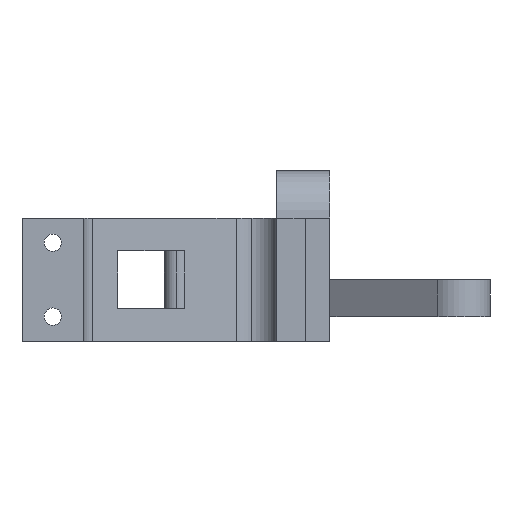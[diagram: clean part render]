
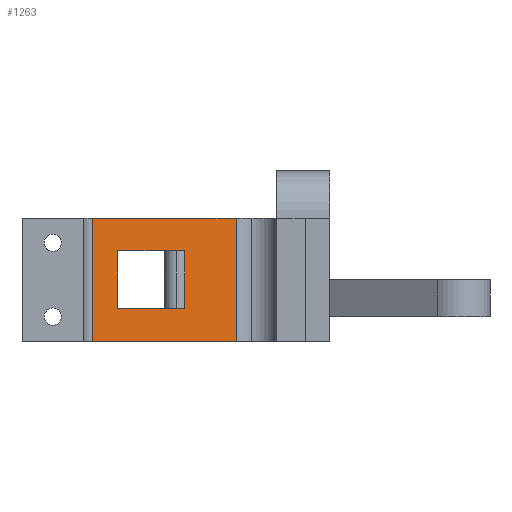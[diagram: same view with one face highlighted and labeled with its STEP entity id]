
A CAD part, left-side view. The second image highlights one B-rep face of the part: STEP entity #1263.
In plain terms, the highlighted face is planar.
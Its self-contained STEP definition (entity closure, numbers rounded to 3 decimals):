
#2 = ORIENTED_EDGE ( 'NONE', *, *, #3345, .T. ) ;
#23 = DIRECTION ( 'NONE',  ( -0.766, -0.643, 0. ) ) ;
#82 = DIRECTION ( 'NONE',  ( 0.643, -0.766, 0. ) ) ;
#134 = AXIS2_PLACEMENT_3D ( 'NONE', #2343, #23, #3097 ) ;
#202 = VECTOR ( 'NONE', #2580, 1000. ) ;
#242 = VERTEX_POINT ( 'NONE', #1539 ) ;
#278 = CARTESIAN_POINT ( 'NONE',  ( -21.167, -22.857, 0. ) ) ;
#343 = LINE ( 'NONE', #388, #3010 ) ;
#347 = CARTESIAN_POINT ( 'NONE',  ( -29.438, -13., 22.05 ) ) ;
#349 = ORIENTED_EDGE ( 'NONE', *, *, #1363, .T. ) ;
#353 = VERTEX_POINT ( 'NONE', #2838 ) ;
#388 = CARTESIAN_POINT ( 'NONE',  ( -29.438, -13., 7.95 ) ) ;
#396 = VECTOR ( 'NONE', #2553, 1000. ) ;
#416 = ORIENTED_EDGE ( 'NONE', *, *, #1070, .T. ) ;
#449 = CARTESIAN_POINT ( 'NONE',  ( 3.041, -51.707, 22.05 ) ) ;
#464 = CARTESIAN_POINT ( 'NONE',  ( -29.438, -13., 30. ) ) ;
#611 = LINE ( 'NONE', #1514, #987 ) ;
#619 = VERTEX_POINT ( 'NONE', #1158 ) ;
#760 = VERTEX_POINT ( 'NONE', #2265 ) ;
#797 = VERTEX_POINT ( 'NONE', #3090 ) ;
#919 = VECTOR ( 'NONE', #1927, 1000. ) ;
#938 = VERTEX_POINT ( 'NONE', #278 ) ;
#987 = VECTOR ( 'NONE', #2560, 1000. ) ;
#1070 = EDGE_CURVE ( 'NONE', #797, #2349, #2249, .T. ) ;
#1099 = ORIENTED_EDGE ( 'NONE', *, *, #2270, .F. ) ;
#1158 = CARTESIAN_POINT ( 'NONE',  ( 8.202, -57.857, 0. ) ) ;
#1181 = EDGE_CURVE ( 'NONE', #242, #619, #611, .T. ) ;
#1236 = CARTESIAN_POINT ( 'NONE',  ( -10.63, -35.414, 30. ) ) ;
#1263 = ADVANCED_FACE ( 'NONE', ( #1720, #3192 ), #3118, .F. ) ;
#1363 = EDGE_CURVE ( 'NONE', #938, #1889, #1385, .T. ) ;
#1385 = LINE ( 'NONE', #2872, #3077 ) ;
#1468 = EDGE_LOOP ( 'NONE', ( #1099, #2775, #2352, #349 ) ) ;
#1495 = DIRECTION ( 'NONE',  ( 0., 0., -1. ) ) ;
#1514 = CARTESIAN_POINT ( 'NONE',  ( 8.202, -57.857, 0. ) ) ;
#1536 = CARTESIAN_POINT ( 'NONE',  ( -21.167, -22.857, 30. ) ) ;
#1539 = CARTESIAN_POINT ( 'NONE',  ( 8.202, -57.857, 30. ) ) ;
#1551 = LINE ( 'NONE', #2822, #202 ) ;
#1720 = FACE_BOUND ( 'NONE', #2314, .T. ) ;
#1852 = LINE ( 'NONE', #347, #919 ) ;
#1889 = VERTEX_POINT ( 'NONE', #1536 ) ;
#1897 = EDGE_CURVE ( 'NONE', #619, #938, #1551, .T. ) ;
#1927 = DIRECTION ( 'NONE',  ( -0.643, 0.766, 0. ) ) ;
#2156 = DIRECTION ( 'NONE',  ( 0., 0., 1. ) ) ;
#2249 = LINE ( 'NONE', #2489, #3080 ) ;
#2265 = CARTESIAN_POINT ( 'NONE',  ( -10.63, -35.414, 22.05 ) ) ;
#2270 = EDGE_CURVE ( 'NONE', #242, #1889, #3147, .T. ) ;
#2314 = EDGE_LOOP ( 'NONE', ( #2986, #3249, #416, #2 ) ) ;
#2343 = CARTESIAN_POINT ( 'NONE',  ( -29.438, -13., 30. ) ) ;
#2349 = VERTEX_POINT ( 'NONE', #449 ) ;
#2350 = EDGE_CURVE ( 'NONE', #760, #353, #3026, .T. ) ;
#2352 = ORIENTED_EDGE ( 'NONE', *, *, #1897, .T. ) ;
#2489 = CARTESIAN_POINT ( 'NONE',  ( 3.041, -51.707, 30. ) ) ;
#2506 = VECTOR ( 'NONE', #1495, 1000. ) ;
#2553 = DIRECTION ( 'NONE',  ( -0.643, 0.766, 0. ) ) ;
#2560 = DIRECTION ( 'NONE',  ( 0., 0., -1. ) ) ;
#2580 = DIRECTION ( 'NONE',  ( -0.643, 0.766, 0. ) ) ;
#2775 = ORIENTED_EDGE ( 'NONE', *, *, #1181, .T. ) ;
#2822 = CARTESIAN_POINT ( 'NONE',  ( -29.438, -13., 0. ) ) ;
#2838 = CARTESIAN_POINT ( 'NONE',  ( -10.63, -35.414, 7.95 ) ) ;
#2872 = CARTESIAN_POINT ( 'NONE',  ( -21.167, -22.857, 30. ) ) ;
#2881 = DIRECTION ( 'NONE',  ( 0., 0., 1. ) ) ;
#2986 = ORIENTED_EDGE ( 'NONE', *, *, #2350, .T. ) ;
#3010 = VECTOR ( 'NONE', #82, 1000. ) ;
#3026 = LINE ( 'NONE', #1236, #2506 ) ;
#3077 = VECTOR ( 'NONE', #2881, 1000. ) ;
#3080 = VECTOR ( 'NONE', #2156, 1000. ) ;
#3090 = CARTESIAN_POINT ( 'NONE',  ( 3.041, -51.707, 7.95 ) ) ;
#3097 = DIRECTION ( 'NONE',  ( 0.643, -0.766, 0. ) ) ;
#3118 = PLANE ( 'NONE',  #134 ) ;
#3147 = LINE ( 'NONE', #464, #396 ) ;
#3192 = FACE_OUTER_BOUND ( 'NONE', #1468, .T. ) ;
#3249 = ORIENTED_EDGE ( 'NONE', *, *, #3322, .T. ) ;
#3322 = EDGE_CURVE ( 'NONE', #353, #797, #343, .T. ) ;
#3345 = EDGE_CURVE ( 'NONE', #2349, #760, #1852, .T. ) ;
